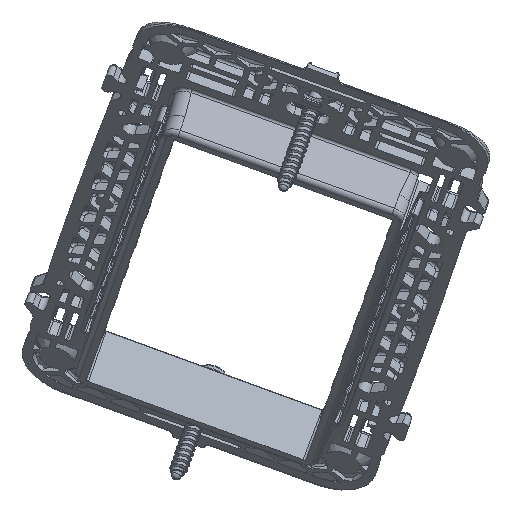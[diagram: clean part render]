
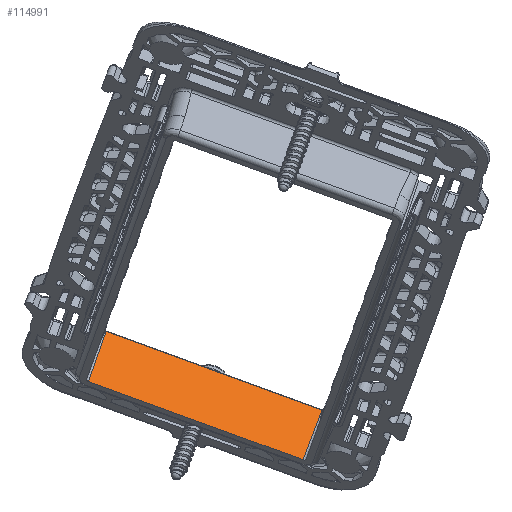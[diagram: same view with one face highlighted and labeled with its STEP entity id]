
A CAD part, left-side view. The second image highlights one B-rep face of the part: STEP entity #114991.
In plain terms, the highlighted face is planar.
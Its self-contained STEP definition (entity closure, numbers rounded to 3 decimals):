
#91011=CARTESIAN_POINT('Vertex',(-45.247,-22.247,0.797)) ;
#91030=CARTESIAN_POINT('Line Origine',(-45.247,0.,0.797)) ;
#91034=CARTESIAN_POINT('Vertex',(-45.247,22.247,0.797)) ;
#102104=CARTESIAN_POINT('Vertex',(-45.139,22.139,-11.6)) ;
#102107=CARTESIAN_POINT('Line Origine',(-45.139,0.,-11.6)) ;
#102111=CARTESIAN_POINT('Vertex',(-45.139,-22.139,-11.6)) ;
#114964=CARTESIAN_POINT('Line Origine',(-45.195,-22.195,-5.25)) ;
#114976=CARTESIAN_POINT('Axis2P3D Location',(-45.25,11.5,1.1)) ;
#114982=CARTESIAN_POINT('Control Point',(-45.247,22.247,0.797)) ;
#114983=CARTESIAN_POINT('Control Point',(-45.139,22.139,-11.6)) ;
#91031=DIRECTION('Vector Direction',(0.,1.,0.)) ;
#102108=DIRECTION('Vector Direction',(0.,-1.,0.)) ;
#114965=DIRECTION('Vector Direction',(0.009,0.009,-1.)) ;
#114977=DIRECTION('Axis2P3D Direction',(1.,0.,0.009)) ;
#114978=DIRECTION('Axis2P3D XDirection',(0.,-1.,0.)) ;
#114979=AXIS2_PLACEMENT_3D('Plane Axis2P3D',#114976,#114977,#114978) ;
#114986=ORIENTED_EDGE('',*,*,#114968,.T.) ;
#114987=ORIENTED_EDGE('',*,*,#102113,.F.) ;
#114988=ORIENTED_EDGE('',*,*,#114984,.F.) ;
#114989=ORIENTED_EDGE('',*,*,#91036,.F.) ;
#91032=VECTOR('Line Direction',#91031,1.) ;
#102109=VECTOR('Line Direction',#102108,1.) ;
#114966=VECTOR('Line Direction',#114965,1.) ;
#114991=ADVANCED_FACE('PartBody',(#114990),#114980,.T.) ;
#114981=B_SPLINE_CURVE_WITH_KNOTS('',1,(#114982,#114983),.UNSPECIFIED.,.F.,.U.,(2,2),(-6.048,6.35),.UNSPECIFIED.) ;
#91036=EDGE_CURVE('',#91012,#91035,#91033,.T.) ;
#102113=EDGE_CURVE('',#102105,#102112,#102110,.T.) ;
#114968=EDGE_CURVE('',#91012,#102112,#114967,.T.) ;
#114984=EDGE_CURVE('',#91035,#102105,#114981,.T.) ;
#114985=EDGE_LOOP('',(#114986,#114987,#114988,#114989)) ;
#114990=FACE_OUTER_BOUND('',#114985,.T.) ;
#91033=LINE('Line',#91030,#91032) ;
#102110=LINE('Line',#102107,#102109) ;
#114967=LINE('Line',#114964,#114966) ;
#114980=PLANE('',#114979) ;
#91012=VERTEX_POINT('',#91011) ;
#91035=VERTEX_POINT('',#91034) ;
#102105=VERTEX_POINT('',#102104) ;
#102112=VERTEX_POINT('',#102111) ;
